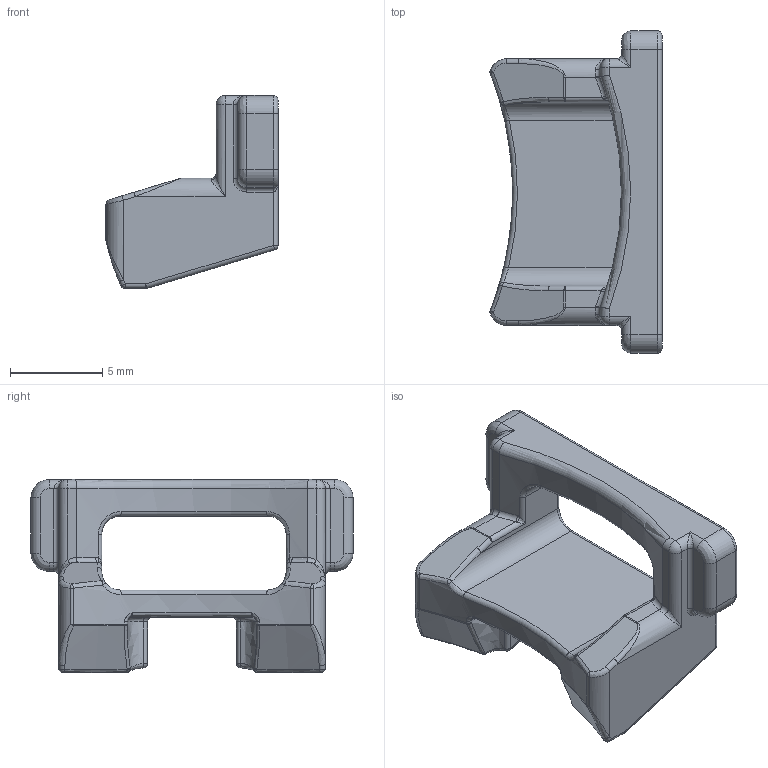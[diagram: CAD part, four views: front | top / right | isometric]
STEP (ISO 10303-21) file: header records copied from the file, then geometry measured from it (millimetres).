
FILE_DESCRIPTION(/* description */ (''),/* implementation_level */ '2;1');
FILE_NAME(/* name */ 'shockhawk_end v5.step',/* time_stamp */ '2020-10-29T21:51:26-05:00',/* author */ (''),/* organization */ (''),/* preprocessor_version */ 'ST-DEVELOPER v18.1',/* originating_system */ 'Autodesk Translation Framework v9.3.0.1241',/* authorisation */ '');
FILE_SCHEMA (('AUTOMOTIVE_DESIGN { 1 0 10303 214 3 1 1 }'));
Length unit declared in the file: millimetre
Products named in the file (1): shock_slide_tabbed
Bounding box: 9.35 x 17.5 x 10.49 mm (x, y, z)
Volume: 542.8 mm3; surface area: 648 mm2
Topology: 1 solids, 1 shells, 203 faces, 458 edges, 244 vertices
Faces by surface type: cylinder 74, bspline 56, plane 27, torus 24, sphere 22
Entity records: 6732 total; most frequent: CARTESIAN_POINT 2448, ORIENTED_EDGE 892, DIRECTION 890, EDGE_CURVE 446, AXIS2_PLACEMENT_3D 374, VERTEX_POINT 244, EDGE_LOOP 204, FACE_OUTER_BOUND 203
